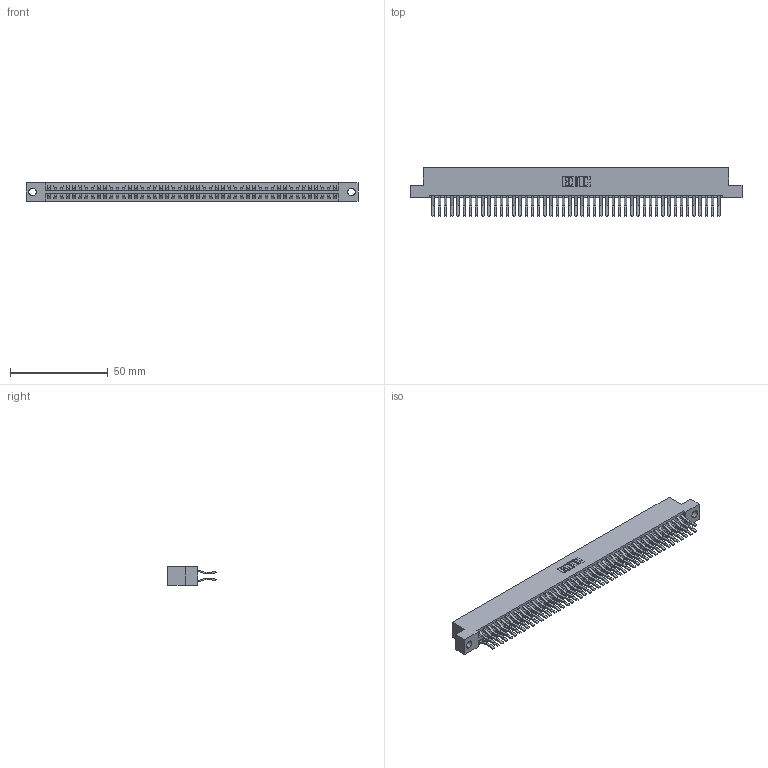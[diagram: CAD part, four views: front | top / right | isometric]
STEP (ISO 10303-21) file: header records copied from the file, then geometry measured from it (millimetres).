
FILE_DESCRIPTION (( 'STEP AP203' ), '1' );
FILE_NAME ('346-094-560-204.STEP', '2022-05-26T15:27:15', ( '' ), ( '' ), 'SwSTEP 2.0', 'SolidWorks 2020', '' );
FILE_SCHEMA (( 'CONFIG_CONTROL_DESIGN' ));
Length unit declared in the file: inch
Products named in the file (3): 346-094-560-204; 346 Part_Flush Mounting Lugs - 0.156 Dia-TH; 345-292-001_560 Tail
Assembly tree (95 placements, depth 2):
  346-094-560-204
    346 Part_Flush Mounting Lugs - 0.156 Dia-TH
    345-292-001_560 Tail  x94
Bounding box: 169.8 x 24.78 x 9.4 mm (x, y, z)
Volume: 17106.5 mm3; surface area: 25084.4 mm2
Topology: 95 solids, 95 shells, 5212 faces, 15499 edges, 10206 vertices
Faces by surface type: plane 3380, cylinder 1832
Entity records: 30507 total; most frequent: CARTESIAN_POINT 5026, ORIENTED_EDGE 4958, DIRECTION 4483, EDGE_CURVE 2479, VECTOR 2155, LINE 2155, VERTEX_POINT 1650, AXIS2_PLACEMENT_3D 1164
